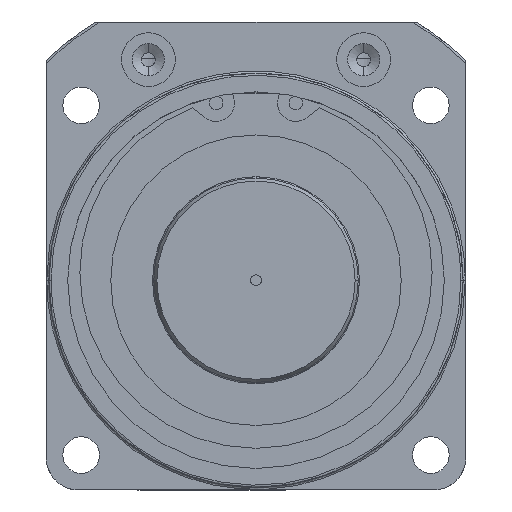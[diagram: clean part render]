
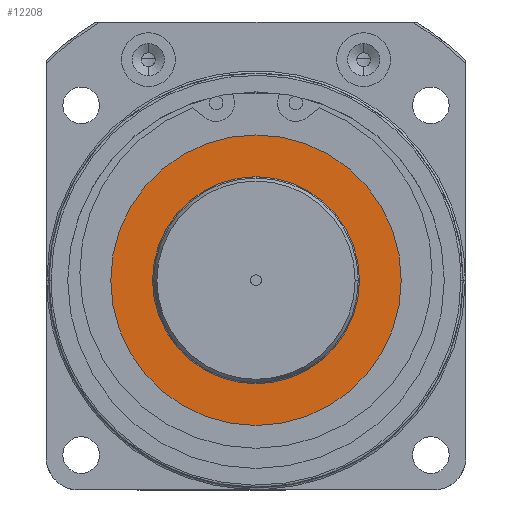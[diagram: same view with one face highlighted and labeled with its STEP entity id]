
A CAD part, front view. The second image highlights one B-rep face of the part: STEP entity #12208.
In plain terms, the highlighted planar face has unit normal (0, -1, 0).
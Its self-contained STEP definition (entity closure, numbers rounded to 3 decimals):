
#1561 = EDGE_LOOP ( 'NONE', ( #7904, #7903 ) ) ;
#3459 = AXIS2_PLACEMENT_3D ( 'NONE', #4913, #4912, #4911 ) ;
#3474 = AXIS2_PLACEMENT_3D ( 'NONE', #8714, #8713, #8712 ) ;
#3783 = AXIS2_PLACEMENT_3D ( 'NONE', #4162, #4171, #4172 ) ;
#4162 = CARTESIAN_POINT ( 'NONE',  ( 0., -123.2, 0. ) ) ;
#4168 = PLANE ( 'NONE',  #3783 ) ;
#4171 = DIRECTION ( 'NONE',  ( 0., -1., 0. ) ) ;
#4172 = DIRECTION ( 'NONE',  ( 1., 0., 0. ) ) ;
#4911 = DIRECTION ( 'NONE',  ( 1., 0., 0. ) ) ;
#4912 = DIRECTION ( 'NONE',  ( 0., 1., 0. ) ) ;
#4913 = CARTESIAN_POINT ( 'NONE',  ( 0., -123.2, 0. ) ) ;
#5189 = CARTESIAN_POINT ( 'NONE',  ( -27., -123.2, 0. ) ) ;
#5213 = CARTESIAN_POINT ( 'NONE',  ( 27., -123.2, 0. ) ) ;
#6579 = VERTEX_POINT ( 'NONE', #5213 ) ;
#6601 = VERTEX_POINT ( 'NONE', #5189 ) ;
#7903 = ORIENTED_EDGE ( 'NONE', *, *, #9404, .F. ) ;
#7904 = ORIENTED_EDGE ( 'NONE', *, *, #7950, .F. ) ;
#7950 = EDGE_CURVE ( 'NONE', #6579, #6601, #11116, .T. ) ;
#8712 = DIRECTION ( 'NONE',  ( 1., 0., 0. ) ) ;
#8713 = DIRECTION ( 'NONE',  ( 0., 1., 0. ) ) ;
#8714 = CARTESIAN_POINT ( 'NONE',  ( 0., -123.2, 0. ) ) ;
#9404 = EDGE_CURVE ( 'NONE', #6601, #6579, #11112, .T. ) ;
#11112 = CIRCLE ( 'NONE', #3474, 27. ) ;
#11116 = CIRCLE ( 'NONE', #3459, 27. ) ;
#11708 = FACE_OUTER_BOUND ( 'NONE', #1561, .T. ) ;
#12208 = ADVANCED_FACE ( 'NONE', ( #11708 ), #4168, .T. ) ;
